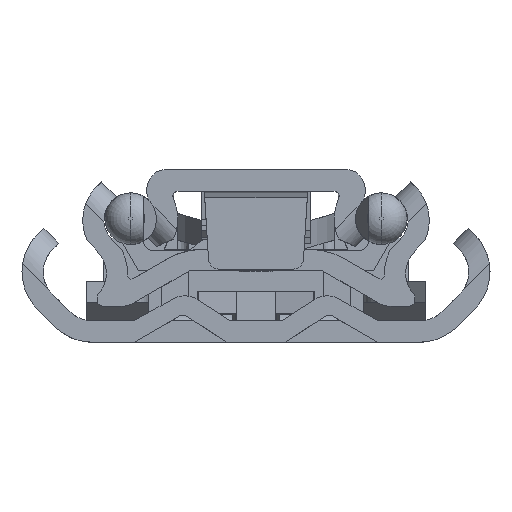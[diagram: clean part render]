
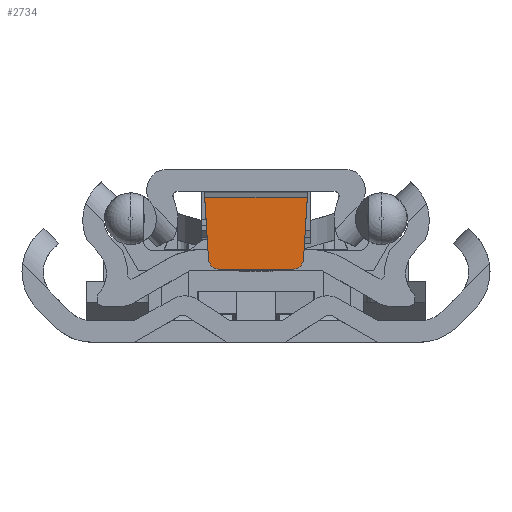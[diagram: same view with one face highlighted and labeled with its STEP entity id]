
A CAD part, left-side view. The second image highlights one B-rep face of the part: STEP entity #2734.
In plain terms, the highlighted planar face has unit normal (-1, 0, 0).
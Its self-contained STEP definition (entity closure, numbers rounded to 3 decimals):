
#11 = CARTESIAN_POINT ( 'NONE',  ( 4.4, -3.176, -0.199 ) ) ;
#100 = DIRECTION ( 'NONE',  ( 1., 0., 0. ) ) ;
#912 = VERTEX_POINT ( 'NONE', #3300 ) ;
#989 = ORIENTED_EDGE ( 'NONE', *, *, #7618, .F. ) ;
#1149 = ORIENTED_EDGE ( 'NONE', *, *, #8568, .T. ) ;
#2653 = EDGE_LOOP ( 'NONE', ( #1149, #6192, #989, #16600, #4973, #16144 ) ) ;
#2734 = ADVANCED_FACE ( 'NONE', ( #16520 ), #7386, .F. ) ;
#2981 = CARTESIAN_POINT ( 'NONE',  ( 4.4, -2.781, 5.5 ) ) ;
#3300 = CARTESIAN_POINT ( 'NONE',  ( 4.4, -3.87, 10.9 ) ) ;
#3857 = DIRECTION ( 'NONE',  ( 0., -0.062, 0.998 ) ) ;
#4024 = DIRECTION ( 'NONE',  ( 0., 0., -1. ) ) ;
#4973 = ORIENTED_EDGE ( 'NONE', *, *, #16282, .F. ) ;
#5093 = CARTESIAN_POINT ( 'NONE',  ( 4.4, 0., 5.5 ) ) ;
#5495 = VECTOR ( 'NONE', #15571, 1000. ) ;
#5670 = LINE ( 'NONE', #13522, #8798 ) ;
#6192 = ORIENTED_EDGE ( 'NONE', *, *, #10657, .T. ) ;
#6345 = EDGE_CURVE ( 'NONE', #9855, #7804, #6479, .T. ) ;
#6479 = CIRCLE ( 'NONE', #13547, 0.8 ) ;
#6504 = CARTESIAN_POINT ( 'NONE',  ( 4.4, -3.579, 6.25 ) ) ;
#6647 = CARTESIAN_POINT ( 'NONE',  ( 4.4, 3.87, 10.9 ) ) ;
#7050 = AXIS2_PLACEMENT_3D ( 'NONE', #16830, #100, #4024 ) ;
#7386 = PLANE ( 'NONE',  #12929 ) ;
#7618 = EDGE_CURVE ( 'NONE', #7804, #14069, #16349, .T. ) ;
#7804 = VERTEX_POINT ( 'NONE', #8658 ) ;
#7865 = LINE ( 'NONE', #11, #9037 ) ;
#8237 = DIRECTION ( 'NONE',  ( 0., 1., 0. ) ) ;
#8427 = CARTESIAN_POINT ( 'NONE',  ( 4.4, 3.176, -0.199 ) ) ;
#8447 = CARTESIAN_POINT ( 'NONE',  ( 4.4, 2.781, 5.5 ) ) ;
#8568 = EDGE_CURVE ( 'NONE', #12400, #912, #7865, .T. ) ;
#8596 = VERTEX_POINT ( 'NONE', #2981 ) ;
#8658 = CARTESIAN_POINT ( 'NONE',  ( 4.4, 3.579, 6.25 ) ) ;
#8798 = VECTOR ( 'NONE', #8237, 1000. ) ;
#9037 = VECTOR ( 'NONE', #3857, 1000. ) ;
#9267 = LINE ( 'NONE', #5093, #5495 ) ;
#9680 = EDGE_CURVE ( 'NONE', #12400, #8596, #10876, .T. ) ;
#9855 = VERTEX_POINT ( 'NONE', #8447 ) ;
#10657 = EDGE_CURVE ( 'NONE', #912, #14069, #5670, .T. ) ;
#10876 = CIRCLE ( 'NONE', #7050, 0.8 ) ;
#11396 = DIRECTION ( 'NONE',  ( 0., 0., -1. ) ) ;
#12400 = VERTEX_POINT ( 'NONE', #6504 ) ;
#12588 = CARTESIAN_POINT ( 'NONE',  ( 4.4, 0., 0. ) ) ;
#12691 = DIRECTION ( 'NONE',  ( 0., 0., -1. ) ) ;
#12929 = AXIS2_PLACEMENT_3D ( 'NONE', #12588, #15238, #11396 ) ;
#13522 = CARTESIAN_POINT ( 'NONE',  ( 4.4, 3.901, 10.9 ) ) ;
#13533 = CARTESIAN_POINT ( 'NONE',  ( 4.4, 2.781, 6.3 ) ) ;
#13547 = AXIS2_PLACEMENT_3D ( 'NONE', #13533, #16784, #12691 ) ;
#13616 = DIRECTION ( 'NONE',  ( 0., 0.062, 0.998 ) ) ;
#13911 = VECTOR ( 'NONE', #13616, 1000. ) ;
#14069 = VERTEX_POINT ( 'NONE', #6647 ) ;
#15238 = DIRECTION ( 'NONE',  ( 1., 0., 0. ) ) ;
#15571 = DIRECTION ( 'NONE',  ( 0., 1., 0. ) ) ;
#16144 = ORIENTED_EDGE ( 'NONE', *, *, #9680, .F. ) ;
#16282 = EDGE_CURVE ( 'NONE', #8596, #9855, #9267, .T. ) ;
#16349 = LINE ( 'NONE', #8427, #13911 ) ;
#16520 = FACE_OUTER_BOUND ( 'NONE', #2653, .T. ) ;
#16600 = ORIENTED_EDGE ( 'NONE', *, *, #6345, .F. ) ;
#16784 = DIRECTION ( 'NONE',  ( 1., 0., 0. ) ) ;
#16830 = CARTESIAN_POINT ( 'NONE',  ( 4.4, -2.781, 6.3 ) ) ;
